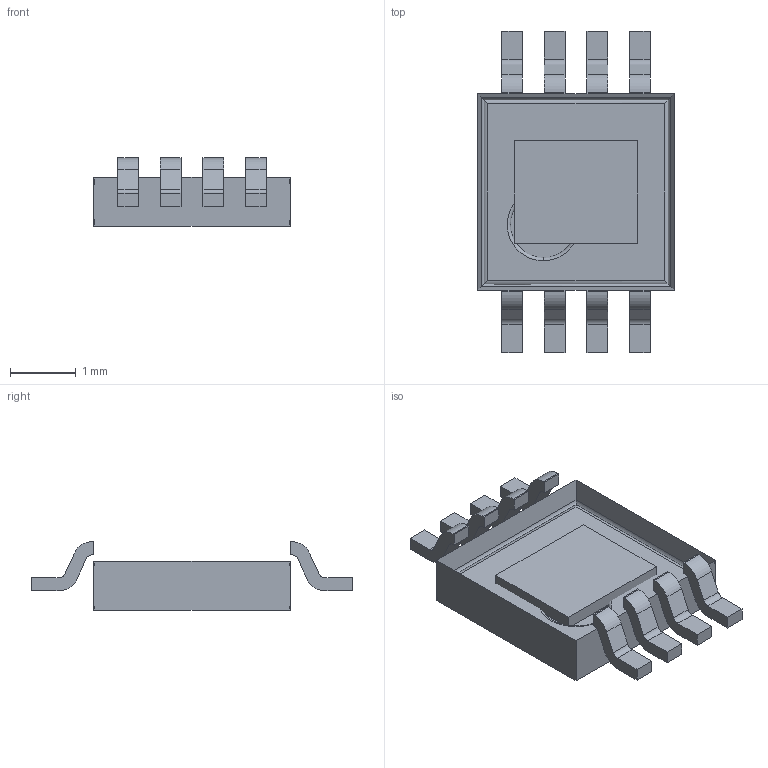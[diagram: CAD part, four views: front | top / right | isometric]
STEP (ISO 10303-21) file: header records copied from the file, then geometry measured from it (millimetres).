
FILE_DESCRIPTION (( 'STEP AP214' ), '1' );
FILE_NAME ( 'SOP65P490X10-9L30T157X189.STEP', '2016-10-10T10:45:58', ( '' ), ( '' ), 'FPX Expert 2013', 'PCB Libraries', '' );
FILE_SCHEMA (( 'AUTOMOTIVE_DESIGN' ));
Length unit declared in the file: millimetre
Products named in the file (1): SOP65P490X10-9L30T157X189
Bounding box: 3 x 4.9 x 1.05 mm (x, y, z)
Volume: 1.9 mm3; surface area: 54.6 mm2
Topology: 10 solids, 10 shells, 148 faces, 362 edges, 236 vertices
Faces by surface type: plane 106, cylinder 40, torus 2
Entity records: 4855 total; most frequent: CARTESIAN_POINT 771, ORIENTED_EDGE 724, DIRECTION 722, EDGE_CURVE 362, VECTOR 284, LINE 284, VERTEX_POINT 236, AXIS2_PLACEMENT_3D 219
